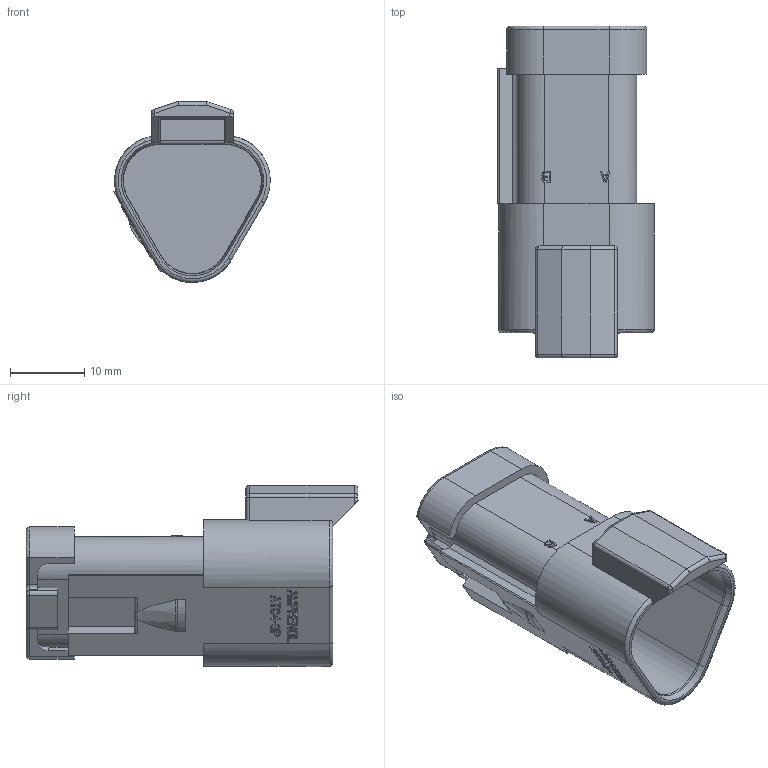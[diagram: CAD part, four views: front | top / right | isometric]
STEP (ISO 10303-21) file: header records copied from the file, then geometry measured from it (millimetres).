
FILE_DESCRIPTION((''),'2;1');
FILE_NAME('26-54223-03P','2016-04-20T',('Jony.xie'),(''),'PRO/ENGINEER BY PARAMETRIC TECHNOLOGY CORPORATION, 2013230','PRO/ENGINEER BY PARAMETRIC TECHNOLOGY CORPORATION, 2013230','');
FILE_SCHEMA(('CONFIG_CONTROL_DESIGN'));
Length unit declared in the file: millimetre
Products named in the file (1): 26-54223-03P
Bounding box: 21.13 x 44.8 x 24.43 mm (x, y, z)
Volume: 6678.2 mm3; surface area: 5304.6 mm2
Topology: 1 solids, 8 shells, 1052 faces, 2918 edges, 1924 vertices
Faces by surface type: plane 911, cylinder 83, torus 31, sphere 18, cone 7, bspline 2
Entity records: 33541 total; most frequent: CARTESIAN_POINT 6517, ORIENTED_EDGE 5836, DIRECTION 5145, EDGE_CURVE 2918, VECTOR 2569, LINE 2569, VERTEX_POINT 1924, AXIS2_PLACEMENT_3D 1288
